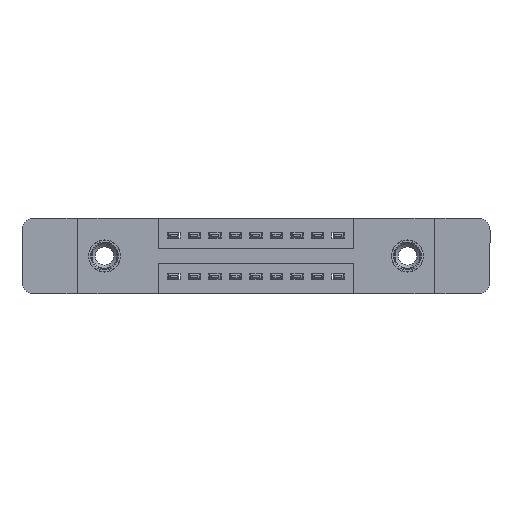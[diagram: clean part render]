
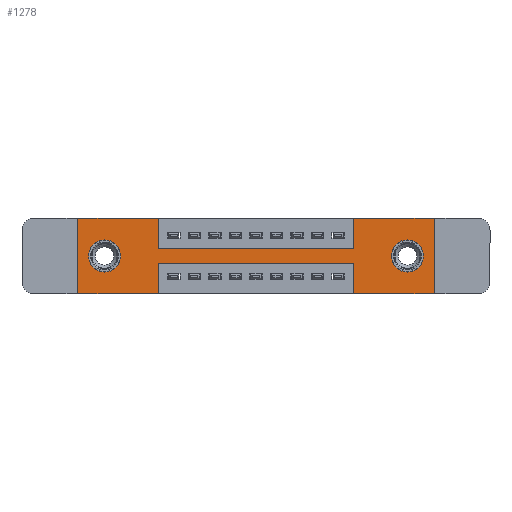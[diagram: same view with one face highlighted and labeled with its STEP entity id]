
A CAD part, front view. The second image highlights one B-rep face of the part: STEP entity #1278.
In plain terms, the highlighted planar face has unit normal (0, -1, 0).
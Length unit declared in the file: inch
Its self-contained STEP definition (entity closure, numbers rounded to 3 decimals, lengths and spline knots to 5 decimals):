
#20 = VERTEX_POINT ( 'NONE', #15974 ) ;
#87 = CIRCLE ( 'NONE', #12301, 0.078 ) ;
#217 = ORIENTED_EDGE ( 'NONE', *, *, #8685, .F. ) ;
#499 = CARTESIAN_POINT ( 'NONE',  ( 0., 0., -0.37 ) ) ;
#664 = VECTOR ( 'NONE', #10698, 39.37008 ) ;
#708 = CARTESIAN_POINT ( 'NONE',  ( 0., 0., 0. ) ) ;
#821 = ORIENTED_EDGE ( 'NONE', *, *, #5110, .T. ) ;
#869 = EDGE_CURVE ( 'NONE', #12442, #10667, #12520, .T. ) ;
#871 = LINE ( 'NONE', #2259, #2073 ) ;
#1026 = AXIS2_PLACEMENT_3D ( 'NONE', #7801, #13953, #6296 ) ;
#1278 = ADVANCED_FACE ( 'NONE', ( #4537, #13523, #12132 ), #9529, .T. ) ;
#1334 = CIRCLE ( 'NONE', #1026, 0.078 ) ;
#1742 = DIRECTION ( 'NONE',  ( 0., 0., 1. ) ) ;
#1773 = AXIS2_PLACEMENT_3D ( 'NONE', #15948, #10836, #12137 ) ;
#1797 = EDGE_CURVE ( 'NONE', #13682, #14927, #4889, .T. ) ;
#1878 = DIRECTION ( 'NONE',  ( 0., 1., 0. ) ) ;
#1902 = EDGE_LOOP ( 'NONE', ( #5124, #821 ) ) ;
#1926 = ORIENTED_EDGE ( 'NONE', *, *, #6955, .F. ) ;
#1955 = EDGE_CURVE ( 'NONE', #11367, #4150, #87, .T. ) ;
#2069 = DIRECTION ( 'NONE',  ( 1., 0., 0. ) ) ;
#2073 = VECTOR ( 'NONE', #8790, 39.37008 ) ;
#2081 = AXIS2_PLACEMENT_3D ( 'NONE', #13640, #14945, #16060 ) ;
#2259 = CARTESIAN_POINT ( 'NONE',  ( 1.3425, 0., -0.37 ) ) ;
#2324 = ORIENTED_EDGE ( 'NONE', *, *, #8505, .F. ) ;
#2344 = CARTESIAN_POINT ( 'NONE',  ( 1.605, 0., -0.263 ) ) ;
#2891 = EDGE_LOOP ( 'NONE', ( #14464, #8243, #217, #6305, #1926, #16111, #4120, #3113, #3543, #7147, #7425, #2324 ) ) ;
#2892 = CARTESIAN_POINT ( 'NONE',  ( 0.3925, 0., 0. ) ) ;
#3113 = ORIENTED_EDGE ( 'NONE', *, *, #13665, .F. ) ;
#3140 = CARTESIAN_POINT ( 'NONE',  ( 1.735, 0., 0. ) ) ;
#3543 = ORIENTED_EDGE ( 'NONE', *, *, #12124, .F. ) ;
#3725 = DIRECTION ( 'NONE',  ( 0., 0., -1. ) ) ;
#3769 = LINE ( 'NONE', #4659, #10120 ) ;
#3818 = LINE ( 'NONE', #6432, #5397 ) ;
#3929 = CARTESIAN_POINT ( 'NONE',  ( 0.13, 0., -0.263 ) ) ;
#3947 = VERTEX_POINT ( 'NONE', #14384 ) ;
#3978 = ORIENTED_EDGE ( 'NONE', *, *, #7190, .T. ) ;
#4120 = ORIENTED_EDGE ( 'NONE', *, *, #1797, .F. ) ;
#4150 = VERTEX_POINT ( 'NONE', #3929 ) ;
#4362 = VECTOR ( 'NONE', #11965, 39.37008 ) ;
#4537 = FACE_BOUND ( 'NONE', #5337, .T. ) ;
#4562 = VERTEX_POINT ( 'NONE', #499 ) ;
#4659 = CARTESIAN_POINT ( 'NONE',  ( 0.3925, 0., -0.15 ) ) ;
#4729 = EDGE_CURVE ( 'NONE', #12212, #5476, #12823, .T. ) ;
#4818 = CARTESIAN_POINT ( 'NONE',  ( 0.3925, 0., -0.37 ) ) ;
#4889 = LINE ( 'NONE', #6499, #14083 ) ;
#5087 = DIRECTION ( 'NONE',  ( 1., 0., 0. ) ) ;
#5098 = VERTEX_POINT ( 'NONE', #2892 ) ;
#5110 = EDGE_CURVE ( 'NONE', #4150, #11367, #14766, .T. ) ;
#5124 = ORIENTED_EDGE ( 'NONE', *, *, #1955, .T. ) ;
#5337 = EDGE_LOOP ( 'NONE', ( #3978, #6138 ) ) ;
#5397 = VECTOR ( 'NONE', #7707, 39.37008 ) ;
#5476 = VERTEX_POINT ( 'NONE', #6382 ) ;
#5621 = CARTESIAN_POINT ( 'NONE',  ( 0.13, 0., -0.185 ) ) ;
#5785 = CARTESIAN_POINT ( 'NONE',  ( 0., 0., -0.37 ) ) ;
#5845 = DIRECTION ( 'NONE',  ( 0., 0., 1. ) ) ;
#5900 = DIRECTION ( 'NONE',  ( -1., 0., 0. ) ) ;
#5923 = LINE ( 'NONE', #12548, #7718 ) ;
#5939 = VERTEX_POINT ( 'NONE', #12803 ) ;
#6035 = EDGE_CURVE ( 'NONE', #3947, #5098, #6167, .T. ) ;
#6138 = ORIENTED_EDGE ( 'NONE', *, *, #4729, .T. ) ;
#6167 = LINE ( 'NONE', #708, #6586 ) ;
#6296 = DIRECTION ( 'NONE',  ( 0., 0., -1. ) ) ;
#6305 = ORIENTED_EDGE ( 'NONE', *, *, #9362, .F. ) ;
#6382 = CARTESIAN_POINT ( 'NONE',  ( 1.605, 0., -0.107 ) ) ;
#6407 = CARTESIAN_POINT ( 'NONE',  ( 0.3925, 0., -0.22 ) ) ;
#6432 = CARTESIAN_POINT ( 'NONE',  ( 0.3925, 0., 0. ) ) ;
#6499 = CARTESIAN_POINT ( 'NONE',  ( 1.3425, 0., 0. ) ) ;
#6553 = CARTESIAN_POINT ( 'NONE',  ( 0., 0., 0. ) ) ;
#6568 = VECTOR ( 'NONE', #1742, 39.37008 ) ;
#6586 = VECTOR ( 'NONE', #7035, 39.37008 ) ;
#6955 = EDGE_CURVE ( 'NONE', #14049, #9379, #16102, .T. ) ;
#6964 = LINE ( 'NONE', #6553, #13756 ) ;
#7005 = CARTESIAN_POINT ( 'NONE',  ( 1.3425, 0., -0.15 ) ) ;
#7035 = DIRECTION ( 'NONE',  ( 1., 0., 0. ) ) ;
#7147 = ORIENTED_EDGE ( 'NONE', *, *, #6035, .F. ) ;
#7190 = EDGE_CURVE ( 'NONE', #5476, #12212, #1334, .T. ) ;
#7425 = ORIENTED_EDGE ( 'NONE', *, *, #15286, .F. ) ;
#7532 = EDGE_CURVE ( 'NONE', #10667, #10689, #5923, .T. ) ;
#7605 = DIRECTION ( 'NONE',  ( 0., 0., 1. ) ) ;
#7687 = VECTOR ( 'NONE', #5900, 39.37008 ) ;
#7707 = DIRECTION ( 'NONE',  ( 0., 0., -1. ) ) ;
#7718 = VECTOR ( 'NONE', #3725, 39.37008 ) ;
#7801 = CARTESIAN_POINT ( 'NONE',  ( 1.605, 0., -0.185 ) ) ;
#8243 = ORIENTED_EDGE ( 'NONE', *, *, #869, .F. ) ;
#8505 = EDGE_CURVE ( 'NONE', #10689, #4562, #10060, .T. ) ;
#8685 = EDGE_CURVE ( 'NONE', #20, #12442, #871, .T. ) ;
#8790 = DIRECTION ( 'NONE',  ( 0., 0., 1. ) ) ;
#9117 = VECTOR ( 'NONE', #12896, 39.37008 ) ;
#9362 = EDGE_CURVE ( 'NONE', #9379, #20, #11259, .T. ) ;
#9379 = VERTEX_POINT ( 'NONE', #11614 ) ;
#9395 = CARTESIAN_POINT ( 'NONE',  ( 0., 0., 0. ) ) ;
#9529 = PLANE ( 'NONE',  #1773 ) ;
#9726 = LINE ( 'NONE', #9395, #6568 ) ;
#10060 = LINE ( 'NONE', #5785, #7687 ) ;
#10120 = VECTOR ( 'NONE', #2069, 39.37008 ) ;
#10594 = CARTESIAN_POINT ( 'NONE',  ( 1.735, 0., 0. ) ) ;
#10667 = VERTEX_POINT ( 'NONE', #13920 ) ;
#10689 = VERTEX_POINT ( 'NONE', #4818 ) ;
#10698 = DIRECTION ( 'NONE',  ( -1., 0., 0. ) ) ;
#10836 = DIRECTION ( 'NONE',  ( 0., -1., 0. ) ) ;
#10970 = DIRECTION ( 'NONE',  ( 0., 1., 0. ) ) ;
#11259 = LINE ( 'NONE', #15325, #664 ) ;
#11367 = VERTEX_POINT ( 'NONE', #16091 ) ;
#11614 = CARTESIAN_POINT ( 'NONE',  ( 1.735, 0., -0.37 ) ) ;
#11965 = DIRECTION ( 'NONE',  ( 0., 0., -1. ) ) ;
#12124 = EDGE_CURVE ( 'NONE', #5098, #5939, #3818, .T. ) ;
#12132 = FACE_OUTER_BOUND ( 'NONE', #2891, .T. ) ;
#12137 = DIRECTION ( 'NONE',  ( 0., 0., -1. ) ) ;
#12212 = VERTEX_POINT ( 'NONE', #2344 ) ;
#12301 = AXIS2_PLACEMENT_3D ( 'NONE', #13506, #10970, #16038 ) ;
#12442 = VERTEX_POINT ( 'NONE', #15537 ) ;
#12520 = LINE ( 'NONE', #6407, #9117 ) ;
#12548 = CARTESIAN_POINT ( 'NONE',  ( 0.3925, 0., -0.37 ) ) ;
#12803 = CARTESIAN_POINT ( 'NONE',  ( 0.3925, 0., -0.15 ) ) ;
#12823 = CIRCLE ( 'NONE', #2081, 0.078 ) ;
#12896 = DIRECTION ( 'NONE',  ( -1., 0., 0. ) ) ;
#13189 = EDGE_CURVE ( 'NONE', #14927, #14049, #6964, .T. ) ;
#13506 = CARTESIAN_POINT ( 'NONE',  ( 0.13, 0., -0.185 ) ) ;
#13523 = FACE_BOUND ( 'NONE', #1902, .T. ) ;
#13640 = CARTESIAN_POINT ( 'NONE',  ( 1.605, 0., -0.185 ) ) ;
#13665 = EDGE_CURVE ( 'NONE', #5939, #13682, #3769, .T. ) ;
#13682 = VERTEX_POINT ( 'NONE', #7005 ) ;
#13756 = VECTOR ( 'NONE', #5087, 39.37008 ) ;
#13920 = CARTESIAN_POINT ( 'NONE',  ( 0.3925, 0., -0.22 ) ) ;
#13953 = DIRECTION ( 'NONE',  ( 0., 1., 0. ) ) ;
#14049 = VERTEX_POINT ( 'NONE', #3140 ) ;
#14083 = VECTOR ( 'NONE', #7605, 39.37008 ) ;
#14384 = CARTESIAN_POINT ( 'NONE',  ( 0., 0., 0. ) ) ;
#14464 = ORIENTED_EDGE ( 'NONE', *, *, #7532, .F. ) ;
#14766 = CIRCLE ( 'NONE', #15223, 0.078 ) ;
#14927 = VERTEX_POINT ( 'NONE', #16039 ) ;
#14945 = DIRECTION ( 'NONE',  ( 0., 1., 0. ) ) ;
#15223 = AXIS2_PLACEMENT_3D ( 'NONE', #5621, #1878, #5845 ) ;
#15286 = EDGE_CURVE ( 'NONE', #4562, #3947, #9726, .T. ) ;
#15325 = CARTESIAN_POINT ( 'NONE',  ( 0., 0., -0.37 ) ) ;
#15537 = CARTESIAN_POINT ( 'NONE',  ( 1.3425, 0., -0.22 ) ) ;
#15948 = CARTESIAN_POINT ( 'NONE',  ( 0., 0., -0.37 ) ) ;
#15974 = CARTESIAN_POINT ( 'NONE',  ( 1.3425, 0., -0.37 ) ) ;
#16038 = DIRECTION ( 'NONE',  ( 0., 0., 1. ) ) ;
#16039 = CARTESIAN_POINT ( 'NONE',  ( 1.3425, 0., 0. ) ) ;
#16060 = DIRECTION ( 'NONE',  ( 0., 0., -1. ) ) ;
#16091 = CARTESIAN_POINT ( 'NONE',  ( 0.13, 0., -0.107 ) ) ;
#16102 = LINE ( 'NONE', #10594, #4362 ) ;
#16111 = ORIENTED_EDGE ( 'NONE', *, *, #13189, .F. ) ;
